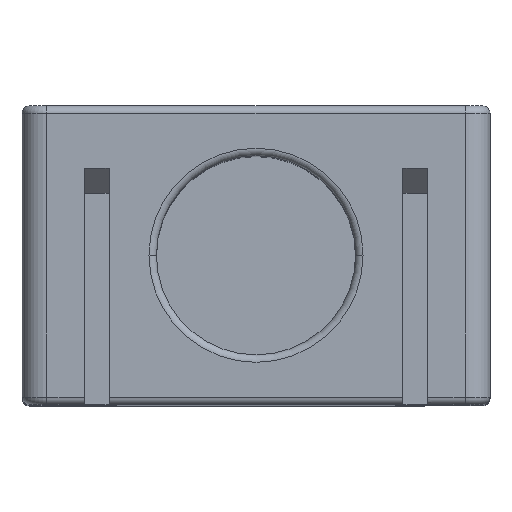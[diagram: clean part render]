
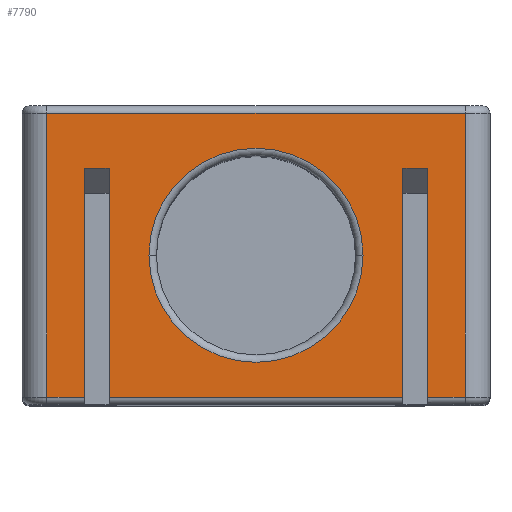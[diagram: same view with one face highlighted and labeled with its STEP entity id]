
A CAD part, top view. The second image highlights one B-rep face of the part: STEP entity #7790.
In plain terms, the highlighted planar face has unit normal (0, 0, 1).
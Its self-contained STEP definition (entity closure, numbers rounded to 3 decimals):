
#7741=AXIS2_PLACEMENT_3D('Plane Axis2P3D',#7738,#7739,#7740) ;
#7774=AXIS2_PLACEMENT_3D('Circle Axis2P3D',#7772,#7773,$) ;
#7783=AXIS2_PLACEMENT_3D('Circle Axis2P3D',#7781,#7782,$) ;
#4856=CARTESIAN_POINT('Vertex',(1.,11.7,43.8)) ;
#4876=CARTESIAN_POINT('Line Origine',(9.4,11.7,43.8)) ;
#4880=CARTESIAN_POINT('Vertex',(17.8,11.7,43.8)) ;
#6086=CARTESIAN_POINT('Vertex',(1.,0.3,43.8)) ;
#6106=CARTESIAN_POINT('Line Origine',(9.4,0.3,43.8)) ;
#6110=CARTESIAN_POINT('Vertex',(2.5,0.3,43.8)) ;
#6136=CARTESIAN_POINT('Vertex',(2.5,9.5,43.8)) ;
#6139=CARTESIAN_POINT('Line Origine',(2.5,4.9,43.8)) ;
#6185=CARTESIAN_POINT('Vertex',(3.5,0.3,43.8)) ;
#6188=CARTESIAN_POINT('Line Origine',(3.5,4.9,43.8)) ;
#6192=CARTESIAN_POINT('Vertex',(3.5,9.5,43.8)) ;
#6212=CARTESIAN_POINT('Vertex',(15.3,0.3,43.8)) ;
#6215=CARTESIAN_POINT('Line Origine',(9.4,0.3,43.8)) ;
#6243=CARTESIAN_POINT('Vertex',(15.3,9.5,43.8)) ;
#6246=CARTESIAN_POINT('Line Origine',(15.3,4.9,43.8)) ;
#6278=CARTESIAN_POINT('Line Origine',(16.3,4.9,43.8)) ;
#6282=CARTESIAN_POINT('Vertex',(16.3,0.3,43.8)) ;
#6284=CARTESIAN_POINT('Vertex',(16.3,9.5,43.8)) ;
#6318=CARTESIAN_POINT('Vertex',(17.8,0.3,43.8)) ;
#6321=CARTESIAN_POINT('Line Origine',(9.4,0.3,43.8)) ;
#7726=CARTESIAN_POINT('Line Origine',(1.,6.,43.8)) ;
#7738=CARTESIAN_POINT('Axis2P3D Location',(9.4,0.,43.8)) ;
#7743=CARTESIAN_POINT('Line Origine',(3.,9.5,43.8)) ;
#7748=CARTESIAN_POINT('Line Origine',(15.8,9.5,43.8)) ;
#7753=CARTESIAN_POINT('Line Origine',(17.8,6.,43.8)) ;
#7772=CARTESIAN_POINT('Axis2P3D Location',(9.4,6.,43.8)) ;
#7776=CARTESIAN_POINT('Vertex',(13.7,6.,43.8)) ;
#7778=CARTESIAN_POINT('Vertex',(5.1,6.,43.8)) ;
#7781=CARTESIAN_POINT('Axis2P3D Location',(9.4,6.,43.8)) ;
#4877=DIRECTION('Vector Direction',(1.,0.,0.)) ;
#6107=DIRECTION('Vector Direction',(1.,0.,0.)) ;
#6140=DIRECTION('Vector Direction',(0.,-1.,0.)) ;
#6189=DIRECTION('Vector Direction',(0.,-1.,0.)) ;
#6216=DIRECTION('Vector Direction',(1.,0.,0.)) ;
#6247=DIRECTION('Vector Direction',(0.,-1.,0.)) ;
#6279=DIRECTION('Vector Direction',(0.,-1.,0.)) ;
#6322=DIRECTION('Vector Direction',(1.,0.,0.)) ;
#7727=DIRECTION('Vector Direction',(0.,-1.,0.)) ;
#7739=DIRECTION('Axis2P3D Direction',(0.,0.,1.)) ;
#7740=DIRECTION('Axis2P3D XDirection',(1.,0.,0.)) ;
#7744=DIRECTION('Vector Direction',(1.,0.,0.)) ;
#7749=DIRECTION('Vector Direction',(1.,0.,0.)) ;
#7754=DIRECTION('Vector Direction',(0.,1.,0.)) ;
#7773=DIRECTION('Axis2P3D Direction',(0.,0.,1.)) ;
#7782=DIRECTION('Axis2P3D Direction',(0.,0.,1.)) ;
#4878=VECTOR('Line Direction',#4877,1.) ;
#6108=VECTOR('Line Direction',#6107,1.) ;
#6141=VECTOR('Line Direction',#6140,1.) ;
#6190=VECTOR('Line Direction',#6189,1.) ;
#6217=VECTOR('Line Direction',#6216,1.) ;
#6248=VECTOR('Line Direction',#6247,1.) ;
#6280=VECTOR('Line Direction',#6279,1.) ;
#6323=VECTOR('Line Direction',#6322,1.) ;
#7728=VECTOR('Line Direction',#7727,1.) ;
#7745=VECTOR('Line Direction',#7744,1.) ;
#7750=VECTOR('Line Direction',#7749,1.) ;
#7755=VECTOR('Line Direction',#7754,1.) ;
#7759=ORIENTED_EDGE('',*,*,#7730,.F.) ;
#7760=ORIENTED_EDGE('',*,*,#6112,.F.) ;
#7761=ORIENTED_EDGE('',*,*,#6143,.T.) ;
#7762=ORIENTED_EDGE('',*,*,#7747,.T.) ;
#7763=ORIENTED_EDGE('',*,*,#6194,.T.) ;
#7764=ORIENTED_EDGE('',*,*,#6219,.T.) ;
#7765=ORIENTED_EDGE('',*,*,#6250,.F.) ;
#7766=ORIENTED_EDGE('',*,*,#7752,.F.) ;
#7767=ORIENTED_EDGE('',*,*,#6286,.F.) ;
#7768=ORIENTED_EDGE('',*,*,#6325,.T.) ;
#7769=ORIENTED_EDGE('',*,*,#7757,.T.) ;
#7770=ORIENTED_EDGE('',*,*,#4882,.F.) ;
#7787=ORIENTED_EDGE('',*,*,#7780,.F.) ;
#7788=ORIENTED_EDGE('',*,*,#7785,.F.) ;
#7789=FACE_BOUND('',#7786,.T.) ;
#7790=ADVANCED_FACE('FW_P4_P1S_AUN1_TY_GY',(#7771,#7789),#7742,.T.) ;
#7775=CIRCLE('generated circle',#7774,4.3) ;
#7784=CIRCLE('generated circle',#7783,4.3) ;
#4882=EDGE_CURVE('',#4857,#4881,#4879,.T.) ;
#6112=EDGE_CURVE('',#6111,#6087,#6109,.F.) ;
#6143=EDGE_CURVE('',#6111,#6137,#6142,.F.) ;
#6194=EDGE_CURVE('',#6193,#6186,#6191,.T.) ;
#6219=EDGE_CURVE('',#6186,#6213,#6218,.T.) ;
#6250=EDGE_CURVE('',#6244,#6213,#6249,.T.) ;
#6286=EDGE_CURVE('',#6283,#6285,#6281,.F.) ;
#6325=EDGE_CURVE('',#6283,#6319,#6324,.T.) ;
#7730=EDGE_CURVE('',#6087,#4857,#7729,.F.) ;
#7747=EDGE_CURVE('',#6137,#6193,#7746,.T.) ;
#7752=EDGE_CURVE('',#6285,#6244,#7751,.F.) ;
#7757=EDGE_CURVE('',#6319,#4881,#7756,.T.) ;
#7780=EDGE_CURVE('',#7777,#7779,#7775,.T.) ;
#7785=EDGE_CURVE('',#7779,#7777,#7784,.T.) ;
#7758=EDGE_LOOP('',(#7759,#7760,#7761,#7762,#7763,#7764,#7765,#7766,#7767,#7768,#7769,#7770)) ;
#7786=EDGE_LOOP('',(#7787,#7788)) ;
#7771=FACE_OUTER_BOUND('',#7758,.T.) ;
#4879=LINE('Line',#4876,#4878) ;
#6109=LINE('Line',#6106,#6108) ;
#6142=LINE('Line',#6139,#6141) ;
#6191=LINE('Line',#6188,#6190) ;
#6218=LINE('Line',#6215,#6217) ;
#6249=LINE('Line',#6246,#6248) ;
#6281=LINE('Line',#6278,#6280) ;
#6324=LINE('Line',#6321,#6323) ;
#7729=LINE('Line',#7726,#7728) ;
#7746=LINE('Line',#7743,#7745) ;
#7751=LINE('Line',#7748,#7750) ;
#7756=LINE('Line',#7753,#7755) ;
#7742=PLANE('',#7741) ;
#4857=VERTEX_POINT('',#4856) ;
#4881=VERTEX_POINT('',#4880) ;
#6087=VERTEX_POINT('',#6086) ;
#6111=VERTEX_POINT('',#6110) ;
#6137=VERTEX_POINT('',#6136) ;
#6186=VERTEX_POINT('',#6185) ;
#6193=VERTEX_POINT('',#6192) ;
#6213=VERTEX_POINT('',#6212) ;
#6244=VERTEX_POINT('',#6243) ;
#6283=VERTEX_POINT('',#6282) ;
#6285=VERTEX_POINT('',#6284) ;
#6319=VERTEX_POINT('',#6318) ;
#7777=VERTEX_POINT('',#7776) ;
#7779=VERTEX_POINT('',#7778) ;
